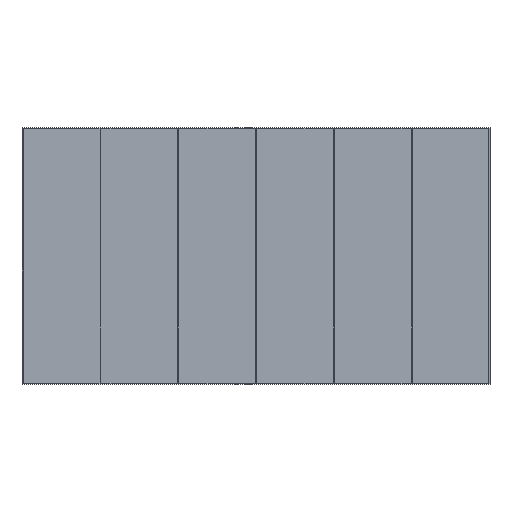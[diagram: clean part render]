
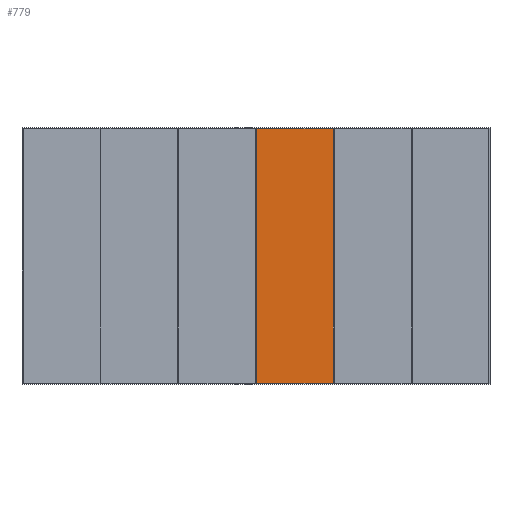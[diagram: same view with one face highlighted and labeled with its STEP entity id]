
A CAD part, top view. The second image highlights one B-rep face of the part: STEP entity #779.
In plain terms, the highlighted planar face has unit normal (0, 0, 1).
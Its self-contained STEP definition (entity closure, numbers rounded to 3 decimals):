
#29=FACE_OUTER_BOUND('',#73,.T.);
#73=EDGE_LOOP('',(#531,#532,#533,#534));
#121=LINE('',#1090,#229);
#125=LINE('',#1097,#233);
#128=LINE('',#1103,#236);
#130=LINE('',#1106,#238);
#229=VECTOR('',#887,10.);
#233=VECTOR('',#893,10.);
#236=VECTOR('',#898,10.);
#238=VECTOR('',#902,10.);
#337=VERTEX_POINT('',#1087);
#338=VERTEX_POINT('',#1089);
#340=VERTEX_POINT('',#1095);
#342=VERTEX_POINT('',#1101);
#409=EDGE_CURVE('',#337,#338,#121,.T.);
#413=EDGE_CURVE('',#340,#337,#125,.T.);
#416=EDGE_CURVE('',#342,#340,#128,.T.);
#418=EDGE_CURVE('',#338,#342,#130,.T.);
#531=ORIENTED_EDGE('',*,*,#418,.F.);
#532=ORIENTED_EDGE('',*,*,#409,.F.);
#533=ORIENTED_EDGE('',*,*,#413,.F.);
#534=ORIENTED_EDGE('',*,*,#416,.F.);
#735=PLANE('',#838);
#779=ADVANCED_FACE('',(#29),#735,.F.);
#838=AXIS2_PLACEMENT_3D('',#1107,#903,#904);
#887=DIRECTION('',(-1.,0.,0.));
#893=DIRECTION('',(0.,-1.,0.));
#898=DIRECTION('',(1.,0.,0.));
#902=DIRECTION('',(0.,1.,0.));
#903=DIRECTION('center_axis',(0.,0.,-1.));
#904=DIRECTION('ref_axis',(1.,0.,0.));
#1087=CARTESIAN_POINT('',(6.94,-11.4,1.75));
#1089=CARTESIAN_POINT('',(0.04,-11.4,1.75));
#1090=CARTESIAN_POINT('',(6.94,-11.4,1.75));
#1095=CARTESIAN_POINT('',(6.94,11.4,1.75));
#1097=CARTESIAN_POINT('',(6.94,11.4,1.75));
#1101=CARTESIAN_POINT('',(0.04,11.4,1.75));
#1103=CARTESIAN_POINT('',(0.04,11.4,1.75));
#1106=CARTESIAN_POINT('',(0.04,-11.4,1.75));
#1107=CARTESIAN_POINT('Origin',(0.,0.,
1.75));
